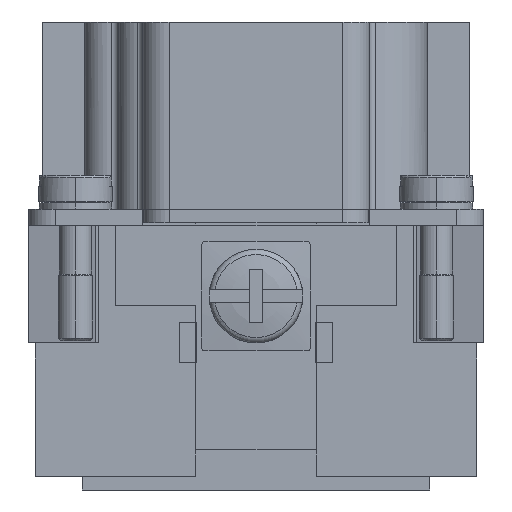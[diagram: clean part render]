
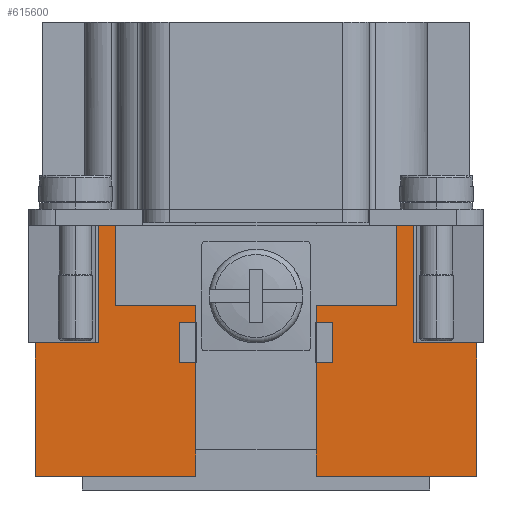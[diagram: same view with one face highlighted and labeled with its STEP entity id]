
A CAD part, left-side view. The second image highlights one B-rep face of the part: STEP entity #615600.
In plain terms, the highlighted planar face has unit normal (-1, 0, 0).
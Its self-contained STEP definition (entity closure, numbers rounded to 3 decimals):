
#3240=CARTESIAN_POINT('',(-44.9,0.,-8.5));
#3250=VERTEX_POINT('',#3240);
#3300=CARTESIAN_POINT('',(-44.9,0.,-6.5));
#3310=DIRECTION('',(1.,0.,0.));
#3320=DIRECTION('',(0.,0.,1.));
#3330=AXIS2_PLACEMENT_3D('',#3300,#3310,#3320);
#3340=CIRCLE('',#3330,2.);
#3350=CARTESIAN_POINT('',(-44.9,0.,-4.5));
#3360=VERTEX_POINT('',#3350);
#3370=EDGE_CURVE('',#3250,#3360,#3340,.T.);
#96430=CARTESIAN_POINT('',(-44.9,-16.5,-20.));
#96440=VERTEX_POINT('',#96430);
#96470=CARTESIAN_POINT('',(-44.9,-16.5,-10.));
#96480=DIRECTION('',(0.,0.,-1.));
#96490=VECTOR('',#96480,10.);
#96500=LINE('',#96470,#96490);
#96510=CARTESIAN_POINT('',(-44.9,-16.5,-10.));
#96520=VERTEX_POINT('',#96510);
#96530=EDGE_CURVE('',#96520,#96440,#96500,.T.);
#289400=CARTESIAN_POINT('',(-44.9,-4.5,-16.8));
#289410=VERTEX_POINT('',#289400);
#289580=CARTESIAN_POINT('',(-44.9,4.5,-16.8));
#289590=VERTEX_POINT('',#289580);
#289620=CARTESIAN_POINT('',(-44.9,4.5,-16.8));
#289630=DIRECTION('',(0.,-1.,0.));
#289640=VECTOR('',#289630,9.);
#289650=LINE('',#289620,#289640);
#289660=EDGE_CURVE('',#289590,#289410,#289650,.T.);
#295820=CARTESIAN_POINT('',(-44.9,11.75,-10.));
#295830=DIRECTION('',(0.,1.,0.));
#295840=VECTOR('',#295830,4.75);
#295850=LINE('',#295820,#295840);
#295860=CARTESIAN_POINT('',(-44.9,11.75,-10.));
#295870=VERTEX_POINT('',#295860);
#295880=CARTESIAN_POINT('',(-44.9,16.5,-10.));
#295890=VERTEX_POINT('',#295880);
#295900=EDGE_CURVE('',#295870,#295890,#295850,.T.);
#296520=CARTESIAN_POINT('',(-44.9,4.5,-18.));
#296530=VERTEX_POINT('',#296520);
#296560=CARTESIAN_POINT('',(-44.9,4.5,-18.));
#296570=DIRECTION('',(0.,0.,1.));
#296580=VECTOR('',#296570,1.2);
#296590=LINE('',#296560,#296580);
#296600=EDGE_CURVE('',#296530,#289590,#296590,.T.);
#298010=CARTESIAN_POINT('',(-44.9,-11.75,0.));
#298020=VERTEX_POINT('',#298010);
#298050=CARTESIAN_POINT('',(-44.9,-11.75,0.));
#298060=DIRECTION('',(0.,1.,0.));
#298070=VECTOR('',#298060,3.611);
#298080=LINE('',#298050,#298070);
#298090=CARTESIAN_POINT('',(-44.9,-8.139,0.));
#298100=VERTEX_POINT('',#298090);
#298110=EDGE_CURVE('',#298020,#298100,#298080,.T.);
#308010=CARTESIAN_POINT('',(-44.9,8.,0.));
#308020=VERTEX_POINT('',#308010);
#308050=CARTESIAN_POINT('',(-44.9,8.,0.));
#308060=DIRECTION('',(0.,1.,0.));
#308070=VECTOR('',#308060,2.29);
#308080=LINE('',#308050,#308070);
#308090=CARTESIAN_POINT('',(-44.9,10.29,0.));
#308100=VERTEX_POINT('',#308090);
#308110=EDGE_CURVE('',#308020,#308100,#308080,.T.);
#311220=CARTESIAN_POINT('',(-44.9,-16.5,-10.));
#311230=DIRECTION('',(0.,1.,0.));
#311240=VECTOR('',#311230,4.75);
#311250=LINE('',#311220,#311240);
#311260=CARTESIAN_POINT('',(-44.9,-11.75,-10.));
#311270=VERTEX_POINT('',#311260);
#311280=EDGE_CURVE('',#96520,#311270,#311250,.T.);
#334620=CARTESIAN_POINT('',(-44.9,10.29,0.));
#334630=DIRECTION('',(0.,1.,0.));
#334640=VECTOR('',#334630,1.46);
#334650=LINE('',#334620,#334640);
#334660=CARTESIAN_POINT('',(-44.9,11.75,0.));
#334670=VERTEX_POINT('',#334660);
#334680=EDGE_CURVE('',#308100,#334670,#334650,.T.);
#498850=CARTESIAN_POINT('',(-44.9,16.5,-20.));
#498860=VERTEX_POINT('',#498850);
#498890=CARTESIAN_POINT('',(-44.9,16.5,-20.));
#498900=DIRECTION('',(0.,-1.,0.));
#498910=VECTOR('',#498900,12.);
#498920=LINE('',#498890,#498910);
#498930=CARTESIAN_POINT('',(-44.9,4.5,-20.));
#498940=VERTEX_POINT('',#498930);
#498950=EDGE_CURVE('',#498860,#498940,#498920,.T.);
#499280=CARTESIAN_POINT('',(-44.9,-4.5,-20.));
#499290=VERTEX_POINT('',#499280);
#499320=CARTESIAN_POINT('',(-44.9,-4.5,-20.));
#499330=DIRECTION('',(0.,-1.,0.));
#499340=VECTOR('',#499330,12.);
#499350=LINE('',#499320,#499340);
#499360=EDGE_CURVE('',#499290,#96440,#499350,.T.);
#522560=CARTESIAN_POINT('',(-44.9,16.5,-10.));
#522570=DIRECTION('',(0.,0.,-1.));
#522580=VECTOR('',#522570,10.);
#522590=LINE('',#522560,#522580);
#522600=EDGE_CURVE('',#295890,#498860,#522590,.T.);
#542840=CARTESIAN_POINT('',(-44.9,-11.75,-10.));
#542850=DIRECTION('',(0.,0.,1.));
#542860=VECTOR('',#542850,10.);
#542870=LINE('',#542840,#542860);
#542880=EDGE_CURVE('',#311270,#298020,#542870,.T.);
#544190=CARTESIAN_POINT('',(-44.9,-4.5,-18.));
#544200=DIRECTION('',(0.,0.,-1.));
#544210=VECTOR('',#544200,2.);
#544220=LINE('',#544190,#544210);
#544230=CARTESIAN_POINT('',(-44.9,-4.5,-18.));
#544240=VERTEX_POINT('',#544230);
#544250=EDGE_CURVE('',#544240,#499290,#544220,.T.);
#545710=CARTESIAN_POINT('',(-44.9,11.75,0.));
#545720=DIRECTION('',(0.,0.,-1.));
#545730=VECTOR('',#545720,10.);
#545740=LINE('',#545710,#545730);
#545750=EDGE_CURVE('',#334670,#295870,#545740,.T.);
#547490=CARTESIAN_POINT('',(-44.9,-4.5,-16.8));
#547500=DIRECTION('',(0.,0.,-1.));
#547510=VECTOR('',#547500,1.2);
#547520=LINE('',#547490,#547510);
#547530=EDGE_CURVE('',#289410,#544240,#547520,.T.);
#612450=CARTESIAN_POINT('',(-44.9,-8.139,1.));
#612460=VERTEX_POINT('',#612450);
#612490=CARTESIAN_POINT('',(-44.9,-8.139,1.));
#612500=DIRECTION('',(0.,1.,0.));
#612510=VECTOR('',#612500,16.139);
#612520=LINE('',#612490,#612510);
#612530=CARTESIAN_POINT('',(-44.9,8.,1.));
#612540=VERTEX_POINT('',#612530);
#612550=EDGE_CURVE('',#612460,#612540,#612520,.T.);
#615090=CARTESIAN_POINT('',(-44.9,-8.139,1.));
#615100=DIRECTION('',(0.,0.,-1.));
#615110=VECTOR('',#615100,1.);
#615120=LINE('',#615090,#615110);
#615130=EDGE_CURVE('',#612460,#298100,#615120,.T.);
#615190=CARTESIAN_POINT('',(-44.9,16.5,0.));
#615200=DIRECTION('',(-1.,0.,0.));
#615210=DIRECTION('',(0.,0.,1.));
#615220=AXIS2_PLACEMENT_3D('',#615190,#615200,#615210);
#615230=PLANE('',#615220);
#615240=ORIENTED_EDGE('',*,*,#542880,.T.);
#615250=ORIENTED_EDGE('',*,*,#311280,.T.);
#615260=ORIENTED_EDGE('',*,*,#96530,.F.);
#615270=ORIENTED_EDGE('',*,*,#499360,.T.);
#615280=ORIENTED_EDGE('',*,*,#544250,.T.);
#615290=ORIENTED_EDGE('',*,*,#547530,.T.);
#615300=ORIENTED_EDGE('',*,*,#289660,.T.);
#615310=ORIENTED_EDGE('',*,*,#296600,.T.);
#615320=CARTESIAN_POINT('',(-44.9,4.5,-20.));
#615330=DIRECTION('',(0.,0.,1.));
#615340=VECTOR('',#615330,2.);
#615350=LINE('',#615320,#615340);
#615360=EDGE_CURVE('',#498940,#296530,#615350,.T.);
#615370=ORIENTED_EDGE('',*,*,#615360,.T.);
#615380=ORIENTED_EDGE('',*,*,#498950,.T.);
#615390=ORIENTED_EDGE('',*,*,#522600,.T.);
#615400=ORIENTED_EDGE('',*,*,#295900,.T.);
#615410=ORIENTED_EDGE('',*,*,#545750,.T.);
#615420=ORIENTED_EDGE('',*,*,#334680,.T.);
#615430=ORIENTED_EDGE('',*,*,#308110,.T.);
#615440=CARTESIAN_POINT('',(-44.9,8.,0.));
#615450=DIRECTION('',(0.,0.,1.));
#615460=VECTOR('',#615450,1.);
#615470=LINE('',#615440,#615460);
#615480=EDGE_CURVE('',#308020,#612540,#615470,.T.);
#615490=ORIENTED_EDGE('',*,*,#615480,.F.);
#615500=ORIENTED_EDGE('',*,*,#612550,.T.);
#615510=ORIENTED_EDGE('',*,*,#615130,.F.);
#615520=ORIENTED_EDGE('',*,*,#298110,.T.);
#615530=EDGE_LOOP('',(#615520,#615510,#615500,#615490,#615430,#615420,
#615410,#615400,#615390,#615380,#615370,#615310,#615300,#615290,#615280,
#615270,#615260,#615250,#615240));
#615540=FACE_OUTER_BOUND('',#615530,.T.);
#615550=ORIENTED_EDGE('',*,*,#3370,.T.);
#615560=EDGE_CURVE('',#3360,#3250,#3340,.T.);
#615570=ORIENTED_EDGE('',*,*,#615560,.T.);
#615580=EDGE_LOOP('',(#615570,#615550));
#615590=FACE_BOUND('',#615580,.T.);
#615600=ADVANCED_FACE('',(#615540,#615590),#615230,.T.);
